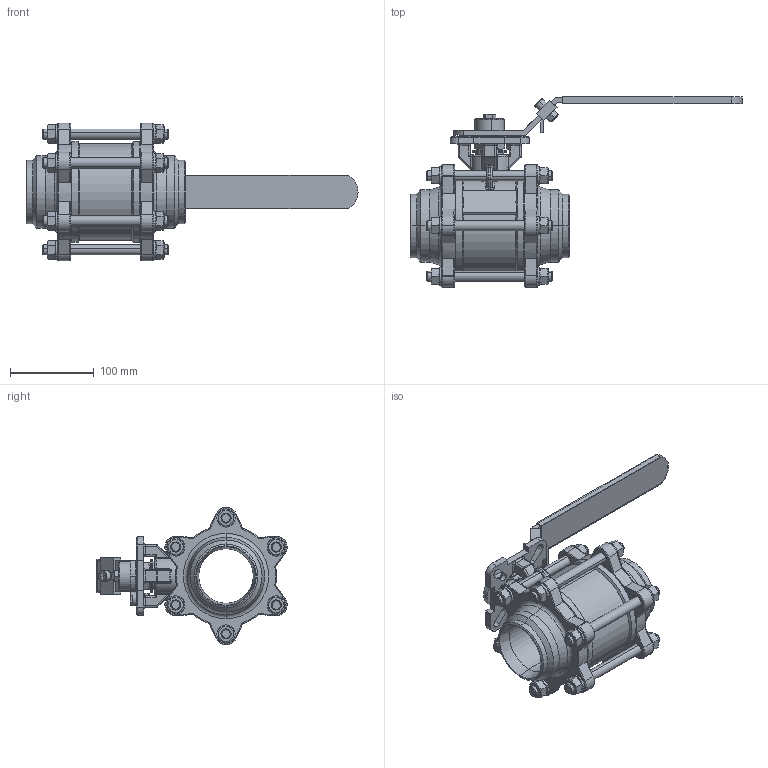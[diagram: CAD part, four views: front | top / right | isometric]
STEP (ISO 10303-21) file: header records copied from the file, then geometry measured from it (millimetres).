
FILE_DESCRIPTION (( 'STEP AP214' ), '1' );
FILE_NAME ('3700-24BW.STEP', '2017-06-21T06:00:34', ( 'rd3' ), ( '' ), 'SwSTEP 2.0', 'SolidWorks 2014', '' );
FILE_SCHEMA (( 'AUTOMOTIVE_DESIGN' ));
Length unit declared in the file: millimetre
Products named in the file (28): 27T130-24; 305BR4-24_加工圖; 3T44-24; 3071R1-24_加工圖; E5MM-M版次13_E5MM-M22104001; E4A-117VTN; 3700-24BW; 35T17B-24; 35T515-24; 30710A-24; 35T606-24; 305036-24; 27T029-24; E3HX-M08012104; E3SD-M12150; E5RS-S12; E5MM-M版次13_E5MM-M08104001; E5MM-M版次13_E5MM-M12101001; 307-24把手套; 3T10-24; 27T-24; 35T808-24GRT; M8; 305707-3015G; 3750-24; 305404-24; 307013-24; 305303-24
Assembly tree (61 placements, depth 3):
  3700-24BW
    3071R1-24_加工圖
    305BR4-24_加工圖  x2
    305303-24  x2
    305404-24
    305707-3015G
    35T808-24GRT
    3T10-24  x2
    E5MM-M版次13_E5MM-M12101001  x12
    E5MM-M版次13_E5MM-M08104001
    E5RS-S12  x12
    E3SD-M12150  x6
    E3HX-M08012104
    27T029-24
    305036-24  x2
    35T606-24  x2
    30710A-24
    35T515-24
    35T17B-24  x2
    E4A-117VTN  x2
    E5MM-M版次13_E5MM-M22104001
    3T44-24
    27T-24
      27T130-24
      307013-24
      3750-24
      M8
    307-24把手套
Bounding box: 396 x 226.86 x 164.3 mm (x, y, z)
Volume: 1405702 mm3; surface area: 458260.5 mm2
Topology: 60 solids, 60 shells, 1255 faces, 2924 edges, 1800 vertices
Faces by surface type: plane 469, cylinder 442, cone 193, torus 92, bspline 38, sphere 21
Entity records: 30056 total; most frequent: CARTESIAN_POINT 9469, DIRECTION 4166, ORIENTED_EDGE 3892, EDGE_CURVE 1946, AXIS2_PLACEMENT_3D 1632, VERTEX_POINT 1198, EDGE_LOOP 912, LINE 902
